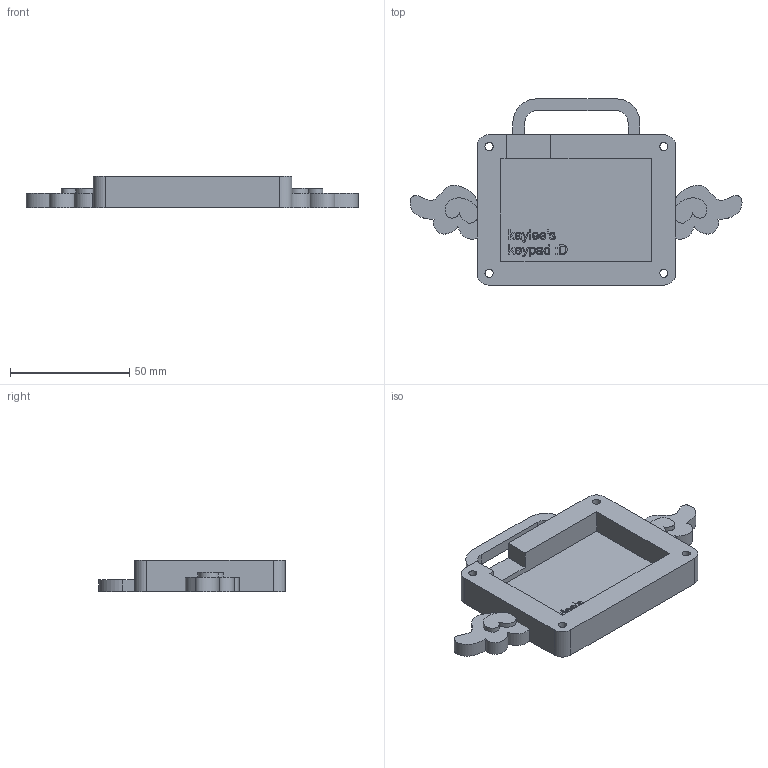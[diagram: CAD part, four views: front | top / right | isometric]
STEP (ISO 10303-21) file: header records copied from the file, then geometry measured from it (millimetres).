
FILE_DESCRIPTION(/* description */ (''),/* implementation_level */ '2;1');
FILE_NAME(/* name */ 'Bottom.step',/* time_stamp */ '2025-07-08T20:35:30-07:00',/* author */ (''),/* organization */ (''),/* preprocessor_version */ 'ST-DEVELOPER v20.1',/* originating_system */ 'Autodesk Translation Framework v14.10.0.0',/* authorisation */ '');
FILE_SCHEMA (('AUTOMOTIVE_DESIGN { 1 0 10303 214 3 1 1 }'));
Length unit declared in the file: millimetre
Products named in the file (1): kaoboard (1)
Bounding box: 139.16 x 78.11 x 13 mm (x, y, z)
Volume: 45798.5 mm3; surface area: 21558.3 mm2
Topology: 6 solids, 6 shells, 401 faces, 1080 edges, 720 vertices
Faces by surface type: bspline 231, plane 152, cylinder 18
Full cylindrical faces by diameter (mm): 3.4 x4, 6 x4
Entity records: 15571 total; most frequent: CARTESIAN_POINT 7057, ORIENTED_EDGE 2160, EDGE_CURVE 1080, DIRECTION 996, VERTEX_POINT 720, LINE 582, VECTOR 582, B_SPLINE_CURVE_WITH_KNOTS 442
